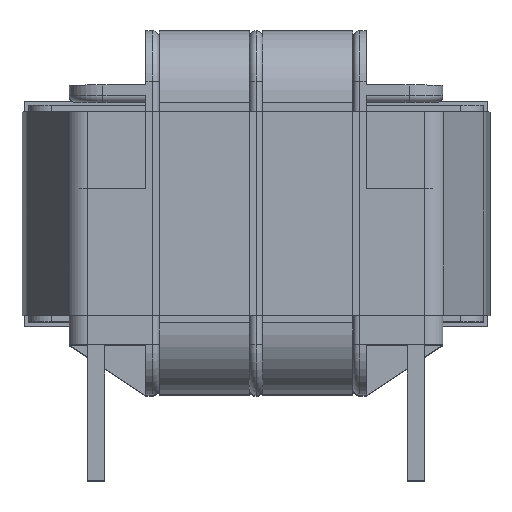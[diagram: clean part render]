
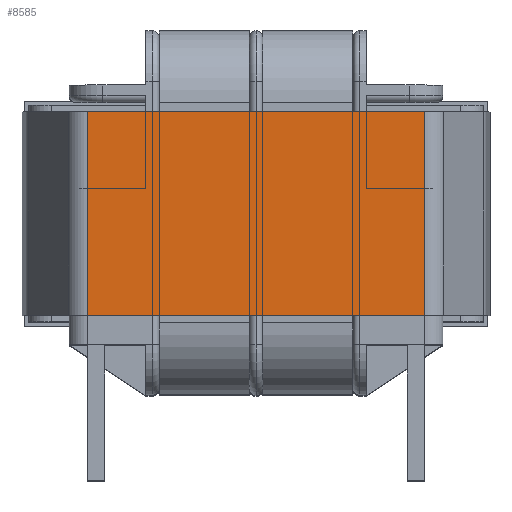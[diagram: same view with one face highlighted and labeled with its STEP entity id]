
A CAD part, top view. The second image highlights one B-rep face of the part: STEP entity #8585.
In plain terms, the highlighted face is planar.
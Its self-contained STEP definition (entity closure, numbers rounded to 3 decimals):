
#245 = DIRECTION ( 'NONE',  ( 1., 0., 0. ) ) ;
#565 = VERTEX_POINT ( 'NONE', #4566 ) ;
#593 = ORIENTED_EDGE ( 'NONE', *, *, #9250, .F. ) ;
#945 = CARTESIAN_POINT ( 'NONE',  ( 13.069, -24.59, -7.62 ) ) ;
#967 = VECTOR ( 'NONE', #2734, 1000. ) ;
#1983 = PLANE ( 'NONE',  #9105 ) ;
#2199 = ORIENTED_EDGE ( 'NONE', *, *, #4211, .F. ) ;
#2219 = VERTEX_POINT ( 'NONE', #4162 ) ;
#2734 = DIRECTION ( 'NONE',  ( 1., 0., 0. ) ) ;
#2940 = VECTOR ( 'NONE', #9195, 1000. ) ;
#3203 = LINE ( 'NONE', #5393, #3546 ) ;
#3362 = CARTESIAN_POINT ( 'NONE',  ( 0.431, -24.59, 0. ) ) ;
#3480 = EDGE_LOOP ( 'NONE', ( #2199, #593, #6357, #6845 ) ) ;
#3546 = VECTOR ( 'NONE', #245, 1000. ) ;
#3556 = DIRECTION ( 'NONE',  ( 0., -1., 0. ) ) ;
#4037 = VERTEX_POINT ( 'NONE', #3362 ) ;
#4162 = CARTESIAN_POINT ( 'NONE',  ( 0.431, -24.59, -7.62 ) ) ;
#4211 = EDGE_CURVE ( 'NONE', #4037, #565, #5508, .T. ) ;
#4566 = CARTESIAN_POINT ( 'NONE',  ( 13.069, -24.59, 0. ) ) ;
#5044 = CARTESIAN_POINT ( 'NONE',  ( 13.069, -24.59, 0. ) ) ;
#5159 = DIRECTION ( 'NONE',  ( 0., 0., -1. ) ) ;
#5393 = CARTESIAN_POINT ( 'NONE',  ( 13.069, -24.59, -7.62 ) ) ;
#5508 = LINE ( 'NONE', #5044, #967 ) ;
#5518 = CARTESIAN_POINT ( 'NONE',  ( 0.431, -24.59, -7.62 ) ) ;
#5749 = LINE ( 'NONE', #5518, #2940 ) ;
#6142 = DIRECTION ( 'NONE',  ( 0., 0., 1. ) ) ;
#6357 = ORIENTED_EDGE ( 'NONE', *, *, #7764, .T. ) ;
#6456 = FACE_OUTER_BOUND ( 'NONE', #3480, .T. ) ;
#6460 = VECTOR ( 'NONE', #6142, 1000. ) ;
#6845 = ORIENTED_EDGE ( 'NONE', *, *, #7802, .T. ) ;
#7187 = VERTEX_POINT ( 'NONE', #9008 ) ;
#7764 = EDGE_CURVE ( 'NONE', #2219, #7187, #3203, .T. ) ;
#7802 = EDGE_CURVE ( 'NONE', #7187, #565, #8672, .T. ) ;
#8585 = ADVANCED_FACE ( 'NONE', ( #6456 ), #1983, .T. ) ;
#8672 = LINE ( 'NONE', #945, #6460 ) ;
#9008 = CARTESIAN_POINT ( 'NONE',  ( 13.069, -24.59, -7.62 ) ) ;
#9105 = AXIS2_PLACEMENT_3D ( 'NONE', #9573, #3556, #5159 ) ;
#9195 = DIRECTION ( 'NONE',  ( 0., 0., 1. ) ) ;
#9250 = EDGE_CURVE ( 'NONE', #2219, #4037, #5749, .T. ) ;
#9573 = CARTESIAN_POINT ( 'NONE',  ( 13.069, -24.59, -7.62 ) ) ;
